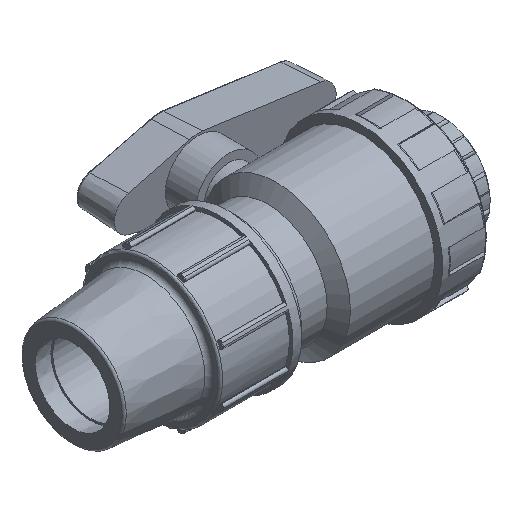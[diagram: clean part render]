
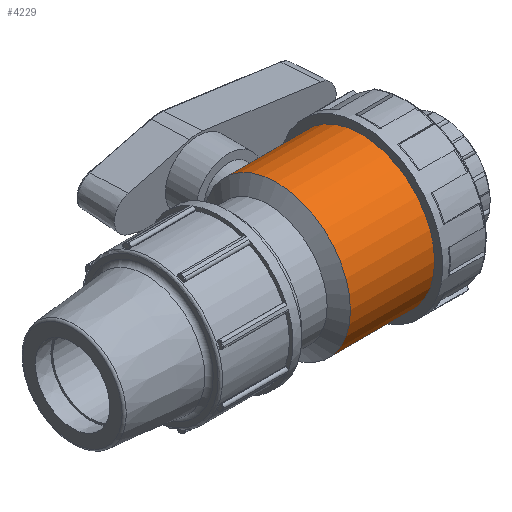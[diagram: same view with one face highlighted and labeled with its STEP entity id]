
A CAD part, isometric view. The second image highlights one B-rep face of the part: STEP entity #4229.
In plain terms, the highlighted cylindrical face has radius 24.75 mm (diameter 49.5 mm), a full revolution.
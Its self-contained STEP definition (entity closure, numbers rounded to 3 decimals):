
#96=FACE_BOUND('',#848,.T.);
#97=FACE_BOUND('',#849,.T.);
#275=B_SPLINE_CURVE_WITH_KNOTS('',3,(#7644,#7645,#7646,#7647,#7648,#7649,
#7650,#7651,#7652,#7653,#7654,#7655,#7656,#7657,#7658,#7659,#7660,#7661,
#7662,#7663,#7664,#7665,#7666,#7667,#7668,#7669,#7670,#7671,#7672,#7673,
#7674,#7675,#7676,#7677),.UNSPECIFIED.,.T.,.F.,(4,2,2,2,2,2,2,2,2,2,2,2,
2,2,2,2,4),(0.,0.313,0.627,0.94,1.254,
1.567,1.88,2.194,2.507,2.82,
3.134,3.447,3.761,4.074,4.387,
4.701,5.014),.UNSPECIFIED.);
#577=FACE_OUTER_BOUND('',#847,.T.);
#847=EDGE_LOOP('',(#3895));
#848=EDGE_LOOP('',(#3896));
#849=EDGE_LOOP('',(#3897));
#1614=CIRCLE('',#4719,24.75);
#1615=CIRCLE('',#4721,24.75);
#1875=VERTEX_POINT('',#7643);
#2027=VERTEX_POINT('',#8565);
#2028=VERTEX_POINT('',#8568);
#2430=EDGE_CURVE('',#1875,#1875,#275,.T.);
#2654=EDGE_CURVE('',#2027,#2027,#1614,.T.);
#2655=EDGE_CURVE('',#2028,#2028,#1615,.T.);
#3895=ORIENTED_EDGE('',*,*,#2655,.F.);
#3896=ORIENTED_EDGE('',*,*,#2430,.T.);
#3897=ORIENTED_EDGE('',*,*,#2654,.T.);
#3987=CYLINDRICAL_SURFACE('',#4720,24.75);
#4229=ADVANCED_FACE('',(#577,#96,#97),#3987,.T.);
#4719=AXIS2_PLACEMENT_3D('',#8566,#5940,#5941);
#4720=AXIS2_PLACEMENT_3D('',#8567,#5942,#5943);
#4721=AXIS2_PLACEMENT_3D('',#8569,#5944,#5945);
#5940=DIRECTION('center_axis',(-1.,0.,0.));
#5941=DIRECTION('ref_axis',(0.,0.,1.));
#5942=DIRECTION('center_axis',(-1.,0.,0.));
#5943=DIRECTION('ref_axis',(0.,1.,0.));
#5944=DIRECTION('center_axis',(-1.,0.,0.));
#5945=DIRECTION('ref_axis',(0.,0.,1.));
#7643=CARTESIAN_POINT('',(0.,23.335,8.25));
#7644=CARTESIAN_POINT('Ctrl Pts',(0.,23.335,
8.25));
#7645=CARTESIAN_POINT('Ctrl Pts',(-1.045,23.335,8.25));
#7646=CARTESIAN_POINT('Ctrl Pts',(-2.153,23.412,8.04));
#7647=CARTESIAN_POINT('Ctrl Pts',(-4.183,23.685,7.195));
#7648=CARTESIAN_POINT('Ctrl Pts',(-5.105,23.876,6.562));
#7649=CARTESIAN_POINT('Ctrl Pts',(-6.561,24.229,5.106));
#7650=CARTESIAN_POINT('Ctrl Pts',(-7.195,24.415,4.183));
#7651=CARTESIAN_POINT('Ctrl Pts',(-8.04,24.677,2.153));
#7652=CARTESIAN_POINT('Ctrl Pts',(-8.25,24.75,1.044));
#7653=CARTESIAN_POINT('Ctrl Pts',(-8.25,24.75,-1.044));
#7654=CARTESIAN_POINT('Ctrl Pts',(-8.04,24.677,-2.153));
#7655=CARTESIAN_POINT('Ctrl Pts',(-7.195,24.415,-4.183));
#7656=CARTESIAN_POINT('Ctrl Pts',(-6.561,24.229,-5.106));
#7657=CARTESIAN_POINT('Ctrl Pts',(-5.105,23.876,-6.562));
#7658=CARTESIAN_POINT('Ctrl Pts',(-4.183,23.685,-7.195));
#7659=CARTESIAN_POINT('Ctrl Pts',(-2.153,23.412,-8.04));
#7660=CARTESIAN_POINT('Ctrl Pts',(-1.045,23.335,-8.25));
#7661=CARTESIAN_POINT('Ctrl Pts',(1.045,23.335,-8.25));
#7662=CARTESIAN_POINT('Ctrl Pts',(2.153,23.412,-8.04));
#7663=CARTESIAN_POINT('Ctrl Pts',(4.183,23.685,-7.195));
#7664=CARTESIAN_POINT('Ctrl Pts',(5.105,23.876,-6.562));
#7665=CARTESIAN_POINT('Ctrl Pts',(6.561,24.229,-5.106));
#7666=CARTESIAN_POINT('Ctrl Pts',(7.195,24.415,-4.183));
#7667=CARTESIAN_POINT('Ctrl Pts',(8.04,24.677,-2.153));
#7668=CARTESIAN_POINT('Ctrl Pts',(8.25,24.75,-1.044));
#7669=CARTESIAN_POINT('Ctrl Pts',(8.25,24.75,1.044));
#7670=CARTESIAN_POINT('Ctrl Pts',(8.04,24.677,2.153));
#7671=CARTESIAN_POINT('Ctrl Pts',(7.195,24.415,4.183));
#7672=CARTESIAN_POINT('Ctrl Pts',(6.561,24.229,5.106));
#7673=CARTESIAN_POINT('Ctrl Pts',(5.105,23.876,6.562));
#7674=CARTESIAN_POINT('Ctrl Pts',(4.183,23.685,7.195));
#7675=CARTESIAN_POINT('Ctrl Pts',(2.153,23.412,8.04));
#7676=CARTESIAN_POINT('Ctrl Pts',(1.045,23.335,8.25));
#7677=CARTESIAN_POINT('Ctrl Pts',(0.,23.335,
8.25));
#8565=CARTESIAN_POINT('',(14.133,24.75,0.));
#8566=CARTESIAN_POINT('Origin',(14.133,0.,0.));
#8567=CARTESIAN_POINT('Origin',(0.,0.,0.));
#8568=CARTESIAN_POINT('',(-14.133,24.75,0.));
#8569=CARTESIAN_POINT('Origin',(-14.133,0.,0.));
